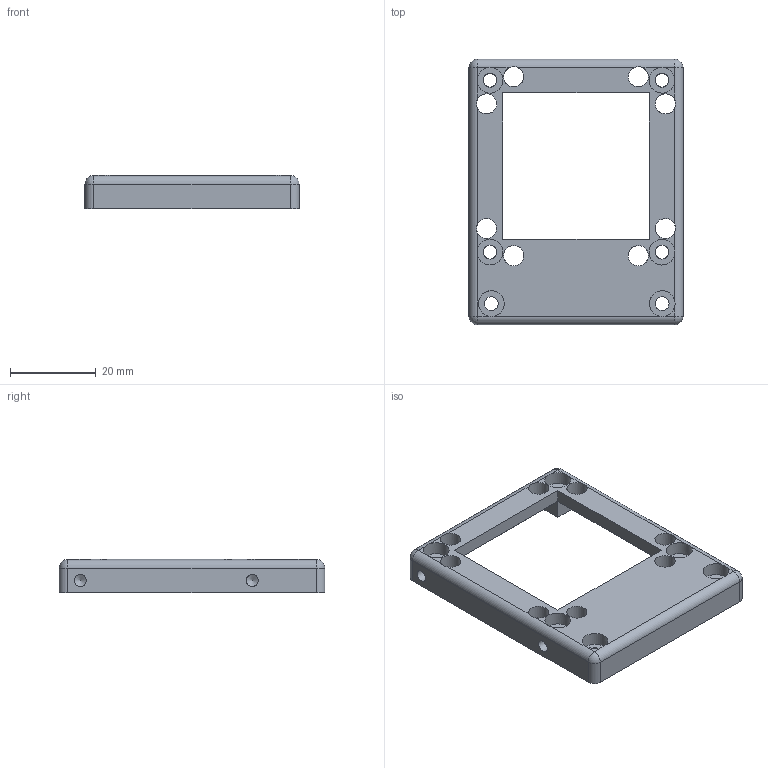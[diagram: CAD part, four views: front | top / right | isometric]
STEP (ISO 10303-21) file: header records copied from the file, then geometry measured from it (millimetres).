
FILE_DESCRIPTION(/* description */ (''),/* implementation_level */ '2;1');
FILE_NAME(/* name */ '20_Cube_Insert_Beamsplittercube_motorized_cube_LID.ipt.step',/* time_stamp */ '2022-11-29T07:57:28+01:00',/* author */ ('diederichbenedict'),/* organization */ (''),/* preprocessor_version */ 'ST-DEVELOPER v18.1',/* originating_system */ 'Autodesk Inventor 2022',/* authorisation */ '');
FILE_SCHEMA (('AUTOMOTIVE_DESIGN { 1 0 10303 214 3 1 1 }'));
Length unit declared in the file: millimetre
Products named in the file (1): 20_Cube_Insert_Beamsplittercube_motorized_cube_LID
Bounding box: 49.8 x 61.8 x 7.7 mm (x, y, z)
Volume: 11269.4 mm3; surface area: 7201.2 mm2
Topology: 1 solids, 1 shells, 89 faces, 289 edges, 178 vertices
Faces by surface type: cylinder 48, plane 31, cone 6, sphere 4
Full cylindrical faces by diameter (mm): 2.8 x6, 3.2 x8, 4.7 x8, 6 x6
Entity records: 3653 total; most frequent: CARTESIAN_POINT 1045, ORIENTED_EDGE 566, DIRECTION 521, EDGE_CURVE 283, AXIS2_PLACEMENT_3D 203, VERTEX_POINT 178, LINE 115, VECTOR 115
